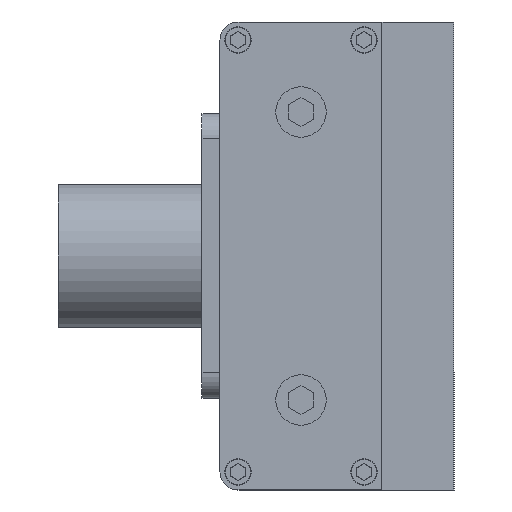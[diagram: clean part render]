
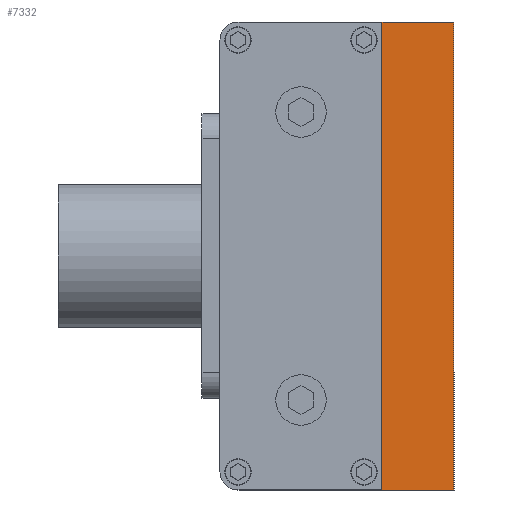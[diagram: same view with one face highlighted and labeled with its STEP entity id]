
A CAD part, left-side view. The second image highlights one B-rep face of the part: STEP entity #7332.
In plain terms, the highlighted planar face has unit normal (-1, 0, 0).
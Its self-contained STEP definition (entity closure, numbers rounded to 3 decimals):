
#239 = VERTEX_POINT ( 'NONE', #24814 ) ;
#399 = FACE_OUTER_BOUND ( 'NONE', #1502, .T. ) ;
#716 = EDGE_CURVE ( 'NONE', #24138, #239, #2332, .T. ) ;
#1502 = EDGE_LOOP ( 'NONE', ( #21312, #7972, #36563, #3812 ) ) ;
#2332 = LINE ( 'NONE', #17251, #8707 ) ;
#3812 = ORIENTED_EDGE ( 'NONE', *, *, #36040, .T. ) ;
#4243 = CARTESIAN_POINT ( 'NONE',  ( -518., -20., -65. ) ) ;
#4664 = VECTOR ( 'NONE', #34435, 1000. ) ;
#4730 = AXIS2_PLACEMENT_3D ( 'NONE', #12101, #35338, #8445 ) ;
#7332 = ADVANCED_FACE ( 'NONE', ( #399 ), #31725, .F. ) ;
#7350 = LINE ( 'NONE', #30641, #30339 ) ;
#7972 = ORIENTED_EDGE ( 'NONE', *, *, #9918, .F. ) ;
#8445 = DIRECTION ( 'NONE',  ( 0., 0., -1. ) ) ;
#8707 = VECTOR ( 'NONE', #31359, 1000. ) ;
#9918 = EDGE_CURVE ( 'NONE', #22454, #239, #7350, .T. ) ;
#11234 = CARTESIAN_POINT ( 'NONE',  ( -518., -20., 65. ) ) ;
#12101 = CARTESIAN_POINT ( 'NONE',  ( -518., -20., 65. ) ) ;
#14047 = LINE ( 'NONE', #26228, #4664 ) ;
#16149 = DIRECTION ( 'NONE',  ( 0., 1., 0. ) ) ;
#17035 = VECTOR ( 'NONE', #34826, 1000. ) ;
#17251 = CARTESIAN_POINT ( 'NONE',  ( -518., 0., 65. ) ) ;
#17297 = LINE ( 'NONE', #34643, #17035 ) ;
#21312 = ORIENTED_EDGE ( 'NONE', *, *, #716, .T. ) ;
#22454 = VERTEX_POINT ( 'NONE', #4243 ) ;
#23896 = VERTEX_POINT ( 'NONE', #11234 ) ;
#24138 = VERTEX_POINT ( 'NONE', #33299 ) ;
#24814 = CARTESIAN_POINT ( 'NONE',  ( -518., 0., -65. ) ) ;
#25617 = EDGE_CURVE ( 'NONE', #23896, #22454, #14047, .T. ) ;
#26228 = CARTESIAN_POINT ( 'NONE',  ( -518., -20., 65. ) ) ;
#30339 = VECTOR ( 'NONE', #16149, 1000. ) ;
#30641 = CARTESIAN_POINT ( 'NONE',  ( -518., -20., -65. ) ) ;
#31359 = DIRECTION ( 'NONE',  ( 0., 0., -1. ) ) ;
#31725 = PLANE ( 'NONE',  #4730 ) ;
#33299 = CARTESIAN_POINT ( 'NONE',  ( -518., 0., 65. ) ) ;
#34435 = DIRECTION ( 'NONE',  ( 0., 0., -1. ) ) ;
#34643 = CARTESIAN_POINT ( 'NONE',  ( -518., -20., 65. ) ) ;
#34826 = DIRECTION ( 'NONE',  ( 0., 1., 0. ) ) ;
#35338 = DIRECTION ( 'NONE',  ( 1., 0., 0. ) ) ;
#36040 = EDGE_CURVE ( 'NONE', #23896, #24138, #17297, .T. ) ;
#36563 = ORIENTED_EDGE ( 'NONE', *, *, #25617, .F. ) ;
